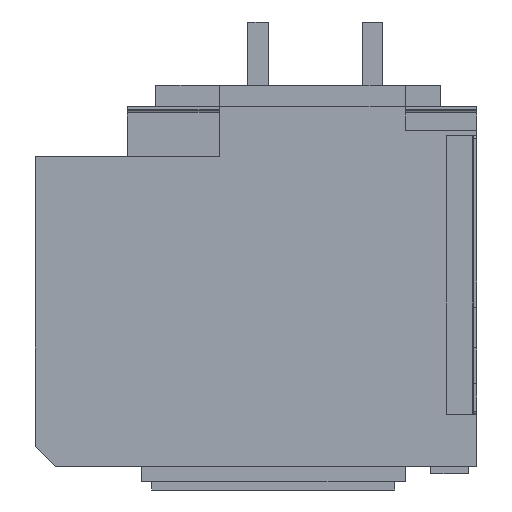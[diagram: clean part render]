
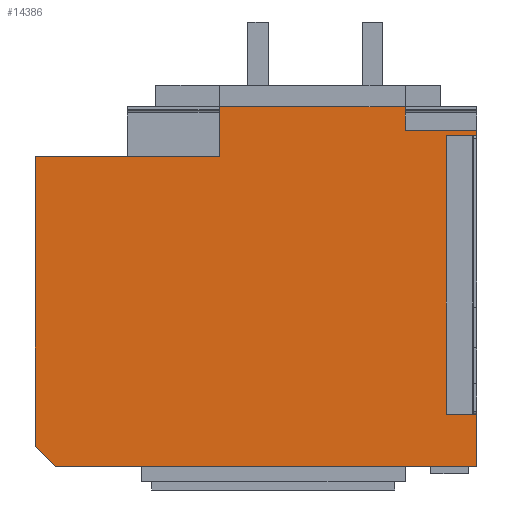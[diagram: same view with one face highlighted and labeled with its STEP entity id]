
A CAD part, left-side view. The second image highlights one B-rep face of the part: STEP entity #14386.
In plain terms, the highlighted planar face has unit normal (-1, 0, 0).
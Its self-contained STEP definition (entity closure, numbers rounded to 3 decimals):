
#57 = LINE ( 'NONE', #46108, #50869 ) ;
#581 = ORIENTED_EDGE ( 'NONE', *, *, #11784, .T. ) ;
#619 = VERTEX_POINT ( 'NONE', #23097 ) ;
#658 = VECTOR ( 'NONE', #31874, 1000. ) ;
#1475 = EDGE_CURVE ( 'NONE', #11677, #46985, #35005, .T. ) ;
#1794 = ORIENTED_EDGE ( 'NONE', *, *, #21073, .F. ) ;
#2206 = VERTEX_POINT ( 'NONE', #41857 ) ;
#2973 = FACE_BOUND ( 'NONE', #34170, .T. ) ;
#4014 = CARTESIAN_POINT ( 'NONE',  ( -15., -20., 339. ) ) ;
#4857 = VERTEX_POINT ( 'NONE', #18932 ) ;
#5119 = ORIENTED_EDGE ( 'NONE', *, *, #14524, .F. ) ;
#5279 = DIRECTION ( 'NONE',  ( 0., 0., -1. ) ) ;
#5345 = DIRECTION ( 'NONE',  ( 0., -1., 0. ) ) ;
#5756 = CARTESIAN_POINT ( 'NONE',  ( -15., -50., 344. ) ) ;
#6526 = VECTOR ( 'NONE', #11647, 1000. ) ;
#7203 = CARTESIAN_POINT ( 'NONE',  ( -15., 382., 35. ) ) ;
#7783 = ORIENTED_EDGE ( 'NONE', *, *, #12827, .T. ) ;
#7814 = LINE ( 'NONE', #33049, #46467 ) ;
#8111 = CARTESIAN_POINT ( 'NONE',  ( -15., -20., 339. ) ) ;
#8179 = DIRECTION ( 'NONE',  ( 0., -1., 0. ) ) ;
#8485 = DIRECTION ( 'NONE',  ( 0., 0., -1. ) ) ;
#8529 = CARTESIAN_POINT ( 'NONE',  ( -15., 20., 344. ) ) ;
#9236 = ORIENTED_EDGE ( 'NONE', *, *, #36602, .F. ) ;
#9341 = EDGE_CURVE ( 'NONE', #4857, #28987, #13538, .T. ) ;
#9811 = ORIENTED_EDGE ( 'NONE', *, *, #42787, .F. ) ;
#10599 = EDGE_CURVE ( 'NONE', #25100, #28475, #33090, .T. ) ;
#11647 = DIRECTION ( 'NONE',  ( 0., -1., 0. ) ) ;
#11677 = VERTEX_POINT ( 'NONE', #50752 ) ;
#11784 = EDGE_CURVE ( 'NONE', #33342, #619, #19231, .T. ) ;
#12567 = CARTESIAN_POINT ( 'NONE',  ( -15., -20., 339. ) ) ;
#12580 = VECTOR ( 'NONE', #5345, 1000. ) ;
#12595 = PLANE ( 'NONE',  #15116 ) ;
#12827 = EDGE_CURVE ( 'NONE', #46985, #33342, #57, .T. ) ;
#13009 = CARTESIAN_POINT ( 'NONE',  ( -15., -20., 66. ) ) ;
#13452 = VERTEX_POINT ( 'NONE', #16990 ) ;
#13538 = LINE ( 'NONE', #47444, #21025 ) ;
#14386 = ADVANCED_FACE ( 'NONE', ( #45717, #2973 ), #12595, .F. ) ;
#14524 = EDGE_CURVE ( 'NONE', #48414, #619, #46798, .T. ) ;
#14649 = LINE ( 'NONE', #23657, #45042 ) ;
#15116 = AXIS2_PLACEMENT_3D ( 'NONE', #36711, #20829, #50087 ) ;
#16297 = LINE ( 'NONE', #40692, #52878 ) ;
#16491 = VECTOR ( 'NONE', #8485, 1000. ) ;
#16591 = DIRECTION ( 'NONE',  ( 0., 0., 1. ) ) ;
#16632 = DIRECTION ( 'NONE',  ( 0., -1., 0. ) ) ;
#16990 = CARTESIAN_POINT ( 'NONE',  ( -15., 20., 364. ) ) ;
#17178 = DIRECTION ( 'NONE',  ( 0., 0., -1. ) ) ;
#17279 = CARTESIAN_POINT ( 'NONE',  ( -15., -50., 367. ) ) ;
#17383 = VERTEX_POINT ( 'NONE', #42285 ) ;
#18620 = EDGE_LOOP ( 'NONE', ( #1794, #9236, #33826, #18870, #20524, #9811, #25075, #38636, #7783, #581, #5119 ) ) ;
#18703 = CARTESIAN_POINT ( 'NONE',  ( -15., -50., 15. ) ) ;
#18804 = EDGE_CURVE ( 'NONE', #25100, #48212, #40815, .T. ) ;
#18870 = ORIENTED_EDGE ( 'NONE', *, *, #33884, .F. ) ;
#18927 = DIRECTION ( 'NONE',  ( 0., -1., 0. ) ) ;
#18932 = CARTESIAN_POINT ( 'NONE',  ( -15., 202., 367. ) ) ;
#19231 = LINE ( 'NONE', #18703, #658 ) ;
#19427 = VERTEX_POINT ( 'NONE', #8529 ) ;
#20385 = ORIENTED_EDGE ( 'NONE', *, *, #10599, .F. ) ;
#20418 = LINE ( 'NONE', #36595, #6526 ) ;
#20524 = ORIENTED_EDGE ( 'NONE', *, *, #9341, .T. ) ;
#20829 = DIRECTION ( 'NONE',  ( 1., 0., 0. ) ) ;
#20999 = ORIENTED_EDGE ( 'NONE', *, *, #39171, .F. ) ;
#21025 = VECTOR ( 'NONE', #5279, 1000. ) ;
#21073 = EDGE_CURVE ( 'NONE', #19427, #48414, #33908, .T. ) ;
#21926 = EDGE_CURVE ( 'NONE', #48212, #2206, #16297, .T. ) ;
#22192 = CARTESIAN_POINT ( 'NONE',  ( -15., 202., 364. ) ) ;
#23097 = CARTESIAN_POINT ( 'NONE',  ( -15., -50., 15. ) ) ;
#23657 = CARTESIAN_POINT ( 'NONE',  ( -15., 20., 367. ) ) ;
#25011 = VERTEX_POINT ( 'NONE', #49202 ) ;
#25075 = ORIENTED_EDGE ( 'NONE', *, *, #34767, .F. ) ;
#25100 = VERTEX_POINT ( 'NONE', #4014 ) ;
#25490 = LINE ( 'NONE', #38353, #16491 ) ;
#28320 = DIRECTION ( 'NONE',  ( 0., 0., -1. ) ) ;
#28475 = VERTEX_POINT ( 'NONE', #49700 ) ;
#28987 = VERTEX_POINT ( 'NONE', #22192 ) ;
#29992 = ORIENTED_EDGE ( 'NONE', *, *, #18804, .T. ) ;
#30359 = LINE ( 'NONE', #47251, #12580 ) ;
#31385 = VECTOR ( 'NONE', #18927, 1000. ) ;
#31874 = DIRECTION ( 'NONE',  ( 0., -1., 0. ) ) ;
#32767 = DIRECTION ( 'NONE',  ( 0., 0., -1. ) ) ;
#33049 = CARTESIAN_POINT ( 'NONE',  ( -15., 202., 367. ) ) ;
#33090 = LINE ( 'NONE', #8111, #42989 ) ;
#33342 = VERTEX_POINT ( 'NONE', #39524 ) ;
#33826 = ORIENTED_EDGE ( 'NONE', *, *, #39396, .F. ) ;
#33884 = EDGE_CURVE ( 'NONE', #4857, #25011, #30359, .T. ) ;
#33908 = LINE ( 'NONE', #46178, #40891 ) ;
#34170 = EDGE_LOOP ( 'NONE', ( #29992, #40896, #20999, #20385 ) ) ;
#34767 = EDGE_CURVE ( 'NONE', #11677, #17383, #20418, .T. ) ;
#35005 = LINE ( 'NONE', #38590, #36201 ) ;
#35364 = LINE ( 'NONE', #13009, #31385 ) ;
#36201 = VECTOR ( 'NONE', #51700, 1000. ) ;
#36595 = CARTESIAN_POINT ( 'NONE',  ( -15., 382., 318. ) ) ;
#36602 = EDGE_CURVE ( 'NONE', #13452, #19427, #14649, .T. ) ;
#36711 = CARTESIAN_POINT ( 'NONE',  ( -15., -50., 367. ) ) ;
#38353 = CARTESIAN_POINT ( 'NONE',  ( -15., 20., 367. ) ) ;
#38590 = CARTESIAN_POINT ( 'NONE',  ( -15., 382., 367. ) ) ;
#38636 = ORIENTED_EDGE ( 'NONE', *, *, #1475, .T. ) ;
#39171 = EDGE_CURVE ( 'NONE', #28475, #2206, #35364, .T. ) ;
#39396 = EDGE_CURVE ( 'NONE', #25011, #13452, #25490, .T. ) ;
#39524 = CARTESIAN_POINT ( 'NONE',  ( -15., 362., 15. ) ) ;
#40692 = CARTESIAN_POINT ( 'NONE',  ( -15., -46., 339. ) ) ;
#40815 = LINE ( 'NONE', #12567, #47706 ) ;
#40891 = VECTOR ( 'NONE', #16632, 1000. ) ;
#40896 = ORIENTED_EDGE ( 'NONE', *, *, #21926, .T. ) ;
#41857 = CARTESIAN_POINT ( 'NONE',  ( -15., -46., 66. ) ) ;
#42285 = CARTESIAN_POINT ( 'NONE',  ( -15., 202., 318. ) ) ;
#42592 = CARTESIAN_POINT ( 'NONE',  ( -15., -46., 339. ) ) ;
#42787 = EDGE_CURVE ( 'NONE', #17383, #28987, #7814, .T. ) ;
#42989 = VECTOR ( 'NONE', #17178, 1000. ) ;
#45042 = VECTOR ( 'NONE', #28320, 1000. ) ;
#45567 = DIRECTION ( 'NONE',  ( 0., -0.707, -0.707 ) ) ;
#45717 = FACE_OUTER_BOUND ( 'NONE', #18620, .T. ) ;
#45986 = DIRECTION ( 'NONE',  ( 0., 0., -1. ) ) ;
#46108 = CARTESIAN_POINT ( 'NONE',  ( -15., 382., 35. ) ) ;
#46178 = CARTESIAN_POINT ( 'NONE',  ( -15., 20., 344. ) ) ;
#46467 = VECTOR ( 'NONE', #16591, 1000. ) ;
#46798 = LINE ( 'NONE', #17279, #48366 ) ;
#46985 = VERTEX_POINT ( 'NONE', #7203 ) ;
#47251 = CARTESIAN_POINT ( 'NONE',  ( -15., -50., 367. ) ) ;
#47444 = CARTESIAN_POINT ( 'NONE',  ( -15., 202., 367. ) ) ;
#47706 = VECTOR ( 'NONE', #8179, 1000. ) ;
#48212 = VERTEX_POINT ( 'NONE', #42592 ) ;
#48366 = VECTOR ( 'NONE', #45986, 1000. ) ;
#48414 = VERTEX_POINT ( 'NONE', #5756 ) ;
#49202 = CARTESIAN_POINT ( 'NONE',  ( -15., 20., 367. ) ) ;
#49700 = CARTESIAN_POINT ( 'NONE',  ( -15., -20., 66. ) ) ;
#50087 = DIRECTION ( 'NONE',  ( 0., 0., -1. ) ) ;
#50752 = CARTESIAN_POINT ( 'NONE',  ( -15., 382., 318. ) ) ;
#50869 = VECTOR ( 'NONE', #45567, 1000. ) ;
#51700 = DIRECTION ( 'NONE',  ( 0., 0., -1. ) ) ;
#52878 = VECTOR ( 'NONE', #32767, 1000. ) ;
